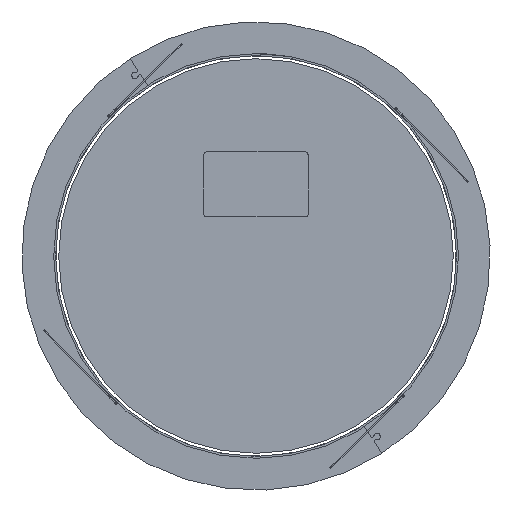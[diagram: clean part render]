
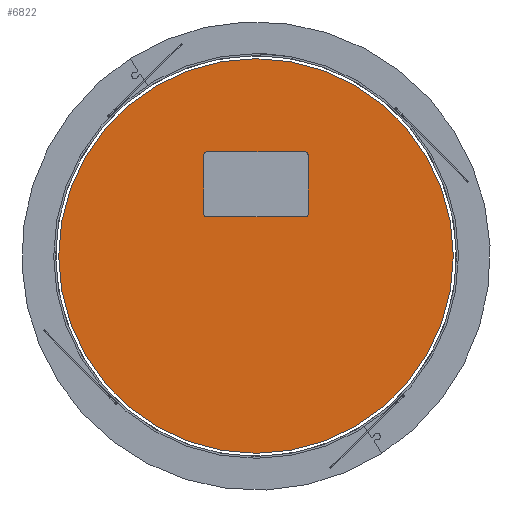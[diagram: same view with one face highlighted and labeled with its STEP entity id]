
A CAD part, front view. The second image highlights one B-rep face of the part: STEP entity #6822.
In plain terms, the highlighted planar face has unit normal (0, -1, 0).
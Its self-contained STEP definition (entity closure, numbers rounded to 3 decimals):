
#73 = AXIS2_PLACEMENT_3D ( 'NONE', #408, #1036, #5237 ) ;
#279 = CARTESIAN_POINT ( 'NONE',  ( 0., 0., -151.65 ) ) ;
#408 = CARTESIAN_POINT ( 'NONE',  ( 0., 0., 0. ) ) ;
#756 = DIRECTION ( 'NONE',  ( 0., 1., 0. ) ) ;
#757 = VERTEX_POINT ( 'NONE', #279 ) ;
#836 = CARTESIAN_POINT ( 'NONE',  ( 0., 0., 0. ) ) ;
#1036 = DIRECTION ( 'NONE',  ( 0., 1., 0. ) ) ;
#1420 = AXIS2_PLACEMENT_3D ( 'NONE', #836, #5027, #1432 ) ;
#1432 = DIRECTION ( 'NONE',  ( 0., 0., 1. ) ) ;
#2240 = AXIS2_PLACEMENT_3D ( 'NONE', #4345, #756, #4951 ) ;
#2822 = CIRCLE ( 'NONE', #1420, 151.65 ) ;
#3150 = EDGE_CURVE ( 'NONE', #757, #7598, #2822, .T. ) ;
#3633 = CARTESIAN_POINT ( 'NONE',  ( 0., 0., 151.65 ) ) ;
#4037 = PLANE ( 'NONE',  #73 ) ;
#4345 = CARTESIAN_POINT ( 'NONE',  ( 0., 0., 0. ) ) ;
#4671 = ORIENTED_EDGE ( 'NONE', *, *, #3150, .F. ) ;
#4951 = DIRECTION ( 'NONE',  ( 0., 0., 1. ) ) ;
#5027 = DIRECTION ( 'NONE',  ( 0., 1., 0. ) ) ;
#5206 = EDGE_CURVE ( 'NONE', #7598, #757, #6543, .T. ) ;
#5237 = DIRECTION ( 'NONE',  ( 0., 0., 1. ) ) ;
#6169 = EDGE_LOOP ( 'NONE', ( #4671, #7242 ) ) ;
#6543 = CIRCLE ( 'NONE', #2240, 151.65 ) ;
#6822 = ADVANCED_FACE ( 'NONE', ( #6992 ), #4037, .F. ) ;
#6992 = FACE_OUTER_BOUND ( 'NONE', #6169, .T. ) ;
#7242 = ORIENTED_EDGE ( 'NONE', *, *, #5206, .F. ) ;
#7598 = VERTEX_POINT ( 'NONE', #3633 ) ;
